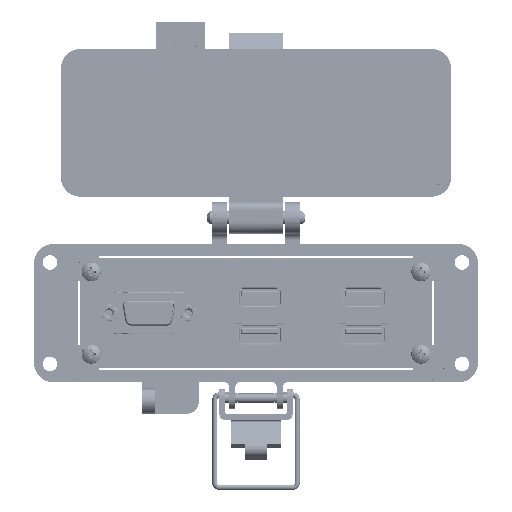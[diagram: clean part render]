
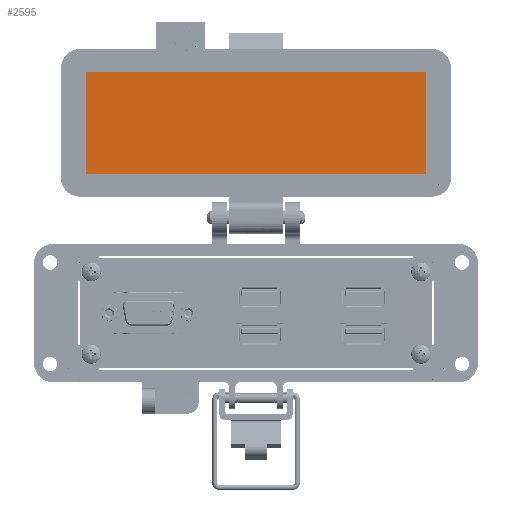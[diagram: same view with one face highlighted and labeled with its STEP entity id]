
A CAD part, top view. The second image highlights one B-rep face of the part: STEP entity #2595.
In plain terms, the highlighted planar face has unit normal (0, 0, 1).
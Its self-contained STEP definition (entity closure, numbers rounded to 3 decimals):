
#2595 = ADVANCED_FACE ( 'NONE', ( #57317 ), #101702, .T. ) ;
#3494 = EDGE_CURVE ( 'NONE', #119196, #136199, #62102, .T. ) ;
#5234 = ORIENTED_EDGE ( 'NONE', *, *, #34896, .F. ) ;
#6717 = VERTEX_POINT ( 'NONE', #107494 ) ;
#17436 = CARTESIAN_POINT ( 'NONE',  ( -53.75, 83.154, -25.55 ) ) ;
#32786 = LINE ( 'NONE', #93557, #75230 ) ;
#34896 = EDGE_CURVE ( 'NONE', #148927, #6717, #88931, .T. ) ;
#39158 = EDGE_LOOP ( 'NONE', ( #5234, #81597, #90098, #77355 ) ) ;
#42847 = CARTESIAN_POINT ( 'NONE',  ( -8.5, 67.154, -25.55 ) ) ;
#52005 = CARTESIAN_POINT ( 'NONE',  ( 53.75, 51.154, -25.55 ) ) ;
#57317 = FACE_OUTER_BOUND ( 'NONE', #39158, .T. ) ;
#62102 = LINE ( 'NONE', #107447, #133948 ) ;
#75230 = VECTOR ( 'NONE', #120609, 1000. ) ;
#77355 = ORIENTED_EDGE ( 'NONE', *, *, #124567, .F. ) ;
#81597 = ORIENTED_EDGE ( 'NONE', *, *, #124994, .F. ) ;
#84331 = VECTOR ( 'NONE', #144385, 1000. ) ;
#84544 = LINE ( 'NONE', #112543, #84331 ) ;
#87238 = DIRECTION ( 'NONE',  ( 0., -1., 0. ) ) ;
#88931 = LINE ( 'NONE', #173904, #160807 ) ;
#90098 = ORIENTED_EDGE ( 'NONE', *, *, #3494, .F. ) ;
#90543 = AXIS2_PLACEMENT_3D ( 'NONE', #42847, #116197, #87238 ) ;
#93557 = CARTESIAN_POINT ( 'NONE',  ( -53.75, 67.154, -25.55 ) ) ;
#101702 = PLANE ( 'NONE',  #90543 ) ;
#107447 = CARTESIAN_POINT ( 'NONE',  ( 42., 51.154, -25.55 ) ) ;
#107494 = CARTESIAN_POINT ( 'NONE',  ( 53.75, 83.154, -25.55 ) ) ;
#112543 = CARTESIAN_POINT ( 'NONE',  ( 53.75, 67.154, -25.55 ) ) ;
#114875 = CARTESIAN_POINT ( 'NONE',  ( -53.75, 51.154, -25.55 ) ) ;
#116197 = DIRECTION ( 'NONE',  ( 0., 0., 1. ) ) ;
#119196 = VERTEX_POINT ( 'NONE', #52005 ) ;
#120609 = DIRECTION ( 'NONE',  ( 0., 1., 0. ) ) ;
#120974 = DIRECTION ( 'NONE',  ( -1., 0., 0. ) ) ;
#124567 = EDGE_CURVE ( 'NONE', #6717, #119196, #84544, .T. ) ;
#124994 = EDGE_CURVE ( 'NONE', #136199, #148927, #32786, .T. ) ;
#132390 = DIRECTION ( 'NONE',  ( 1., 0., 0. ) ) ;
#133948 = VECTOR ( 'NONE', #120974, 1000. ) ;
#136199 = VERTEX_POINT ( 'NONE', #114875 ) ;
#144385 = DIRECTION ( 'NONE',  ( 0., -1., 0. ) ) ;
#148927 = VERTEX_POINT ( 'NONE', #17436 ) ;
#160807 = VECTOR ( 'NONE', #132390, 1000. ) ;
#173904 = CARTESIAN_POINT ( 'NONE',  ( -8.5, 83.154, -25.55 ) ) ;
